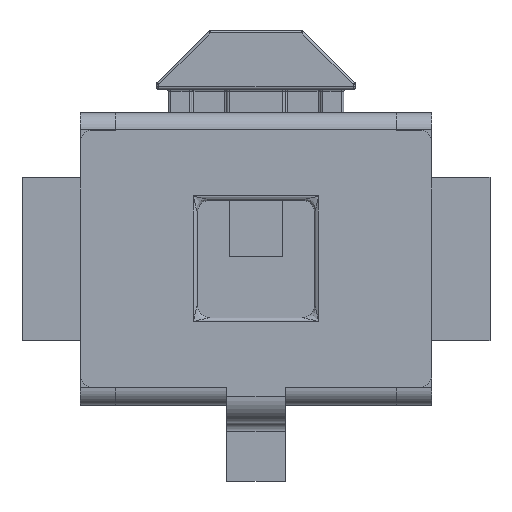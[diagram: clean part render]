
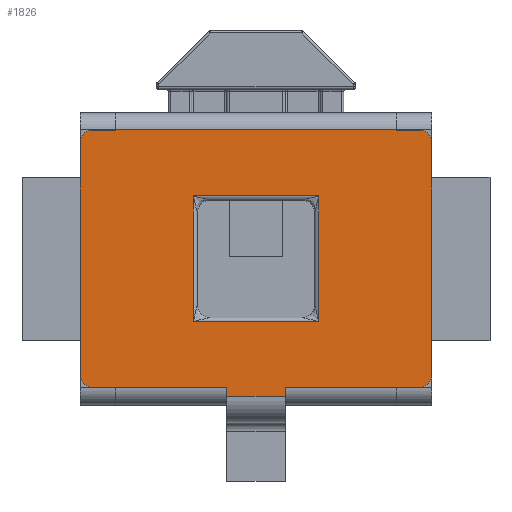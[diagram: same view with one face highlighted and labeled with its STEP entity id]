
A CAD part, top view. The second image highlights one B-rep face of the part: STEP entity #1826.
In plain terms, the highlighted planar face has unit normal (0, 0, 1).
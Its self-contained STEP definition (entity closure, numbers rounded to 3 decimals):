
#648 = VERTEX_POINT('',#649);
#649 = CARTESIAN_POINT('',(1.5,-0.18,1.2));
#655 = EDGE_CURVE('',#648,#656,#658,.T.);
#656 = VERTEX_POINT('',#657);
#657 = CARTESIAN_POINT('',(1.5,1.82,1.2));
#658 = LINE('',#659,#660);
#659 = CARTESIAN_POINT('',(1.5,-0.28,1.2));
#660 = VECTOR('',#661,1.);
#661 = DIRECTION('',(0.,1.,0.));
#1729 = EDGE_CURVE('',#1730,#1732,#1734,.T.);
#1730 = VERTEX_POINT('',#1731);
#1731 = CARTESIAN_POINT('',(1.2,-0.28,1.2));
#1732 = VERTEX_POINT('',#1733);
#1733 = CARTESIAN_POINT('',(1.2,-0.282,1.2));
#1734 = LINE('',#1735,#1736);
#1735 = CARTESIAN_POINT('',(1.2,-0.28,1.2));
#1736 = VECTOR('',#1737,1.);
#1737 = DIRECTION('',(0.,-1.,0.));
#1765 = EDGE_CURVE('',#1730,#1766,#1768,.T.);
#1766 = VERTEX_POINT('',#1767);
#1767 = CARTESIAN_POINT('',(1.4,-0.28,1.2));
#1768 = LINE('',#1769,#1770);
#1769 = CARTESIAN_POINT('',(-1.5,-0.28,1.2));
#1770 = VECTOR('',#1771,1.);
#1771 = DIRECTION('',(1.,0.,0.));
#1789 = EDGE_CURVE('',#648,#1766,#1790,.T.);
#1790 = CIRCLE('',#1791,0.1);
#1791 = AXIS2_PLACEMENT_3D('',#1792,#1793,#1794);
#1792 = CARTESIAN_POINT('',(1.4,-0.18,1.2));
#1793 = DIRECTION('',(0.,0.,-1.));
#1794 = DIRECTION('',(1.,0.,0.));
#1807 = VERTEX_POINT('',#1808);
#1808 = CARTESIAN_POINT('',(1.4,1.92,1.2));
#1814 = EDGE_CURVE('',#656,#1807,#1815,.T.);
#1815 = CIRCLE('',#1816,0.1);
#1816 = AXIS2_PLACEMENT_3D('',#1817,#1818,#1819);
#1817 = CARTESIAN_POINT('',(1.4,1.82,1.2));
#1818 = DIRECTION('',(0.,0.,1.));
#1819 = DIRECTION('',(1.,0.,0.));
#1826 = ADVANCED_FACE('',(#1827,#1954),#1988,.T.);
#1827 = FACE_BOUND('',#1828,.T.);
#1828 = EDGE_LOOP('',(#1829,#1830,#1831,#1832,#1840,#1848,#1856,#1864,
#1872,#1881,#1889,#1898,#1906,#1914,#1922,#1930,#1938,#1946,#1952,
#1953));
#1829 = ORIENTED_EDGE('',*,*,#1789,.F.);
#1830 = ORIENTED_EDGE('',*,*,#655,.T.);
#1831 = ORIENTED_EDGE('',*,*,#1814,.T.);
#1832 = ORIENTED_EDGE('',*,*,#1833,.T.);
#1833 = EDGE_CURVE('',#1807,#1834,#1836,.T.);
#1834 = VERTEX_POINT('',#1835);
#1835 = CARTESIAN_POINT('',(1.2,1.92,1.2));
#1836 = LINE('',#1837,#1838);
#1837 = CARTESIAN_POINT('',(1.5,1.92,1.2));
#1838 = VECTOR('',#1839,1.);
#1839 = DIRECTION('',(-1.,0.,0.));
#1840 = ORIENTED_EDGE('',*,*,#1841,.T.);
#1841 = EDGE_CURVE('',#1834,#1842,#1844,.T.);
#1842 = VERTEX_POINT('',#1843);
#1843 = CARTESIAN_POINT('',(1.2,1.922,1.2));
#1844 = LINE('',#1845,#1846);
#1845 = CARTESIAN_POINT('',(1.2,1.92,1.2));
#1846 = VECTOR('',#1847,1.);
#1847 = DIRECTION('',(0.,1.,0.));
#1848 = ORIENTED_EDGE('',*,*,#1849,.F.);
#1849 = EDGE_CURVE('',#1850,#1842,#1852,.T.);
#1850 = VERTEX_POINT('',#1851);
#1851 = CARTESIAN_POINT('',(-1.2,1.922,1.2));
#1852 = LINE('',#1853,#1854);
#1853 = CARTESIAN_POINT('',(-1.2,1.922,1.2));
#1854 = VECTOR('',#1855,1.);
#1855 = DIRECTION('',(1.,0.,0.));
#1856 = ORIENTED_EDGE('',*,*,#1857,.F.);
#1857 = EDGE_CURVE('',#1858,#1850,#1860,.T.);
#1858 = VERTEX_POINT('',#1859);
#1859 = CARTESIAN_POINT('',(-1.2,1.92,1.2));
#1860 = LINE('',#1861,#1862);
#1861 = CARTESIAN_POINT('',(-1.2,1.92,1.2));
#1862 = VECTOR('',#1863,1.);
#1863 = DIRECTION('',(0.,1.,0.));
#1864 = ORIENTED_EDGE('',*,*,#1865,.T.);
#1865 = EDGE_CURVE('',#1858,#1866,#1868,.T.);
#1866 = VERTEX_POINT('',#1867);
#1867 = CARTESIAN_POINT('',(-1.4,1.92,1.2));
#1868 = LINE('',#1869,#1870);
#1869 = CARTESIAN_POINT('',(1.5,1.92,1.2));
#1870 = VECTOR('',#1871,1.);
#1871 = DIRECTION('',(-1.,0.,0.));
#1872 = ORIENTED_EDGE('',*,*,#1873,.T.);
#1873 = EDGE_CURVE('',#1866,#1874,#1876,.T.);
#1874 = VERTEX_POINT('',#1875);
#1875 = CARTESIAN_POINT('',(-1.5,1.82,1.2));
#1876 = CIRCLE('',#1877,0.1);
#1877 = AXIS2_PLACEMENT_3D('',#1878,#1879,#1880);
#1878 = CARTESIAN_POINT('',(-1.4,1.82,1.2));
#1879 = DIRECTION('',(0.,0.,1.));
#1880 = DIRECTION('',(1.,0.,0.));
#1881 = ORIENTED_EDGE('',*,*,#1882,.T.);
#1882 = EDGE_CURVE('',#1874,#1883,#1885,.T.);
#1883 = VERTEX_POINT('',#1884);
#1884 = CARTESIAN_POINT('',(-1.5,-0.18,1.2));
#1885 = LINE('',#1886,#1887);
#1886 = CARTESIAN_POINT('',(-1.5,1.92,1.2));
#1887 = VECTOR('',#1888,1.);
#1888 = DIRECTION('',(0.,-1.,0.));
#1889 = ORIENTED_EDGE('',*,*,#1890,.F.);
#1890 = EDGE_CURVE('',#1891,#1883,#1893,.T.);
#1891 = VERTEX_POINT('',#1892);
#1892 = CARTESIAN_POINT('',(-1.4,-0.28,1.2));
#1893 = CIRCLE('',#1894,0.1);
#1894 = AXIS2_PLACEMENT_3D('',#1895,#1896,#1897);
#1895 = CARTESIAN_POINT('',(-1.4,-0.18,1.2));
#1896 = DIRECTION('',(0.,0.,-1.));
#1897 = DIRECTION('',(1.,0.,0.));
#1898 = ORIENTED_EDGE('',*,*,#1899,.T.);
#1899 = EDGE_CURVE('',#1891,#1900,#1902,.T.);
#1900 = VERTEX_POINT('',#1901);
#1901 = CARTESIAN_POINT('',(-1.2,-0.28,1.2));
#1902 = LINE('',#1903,#1904);
#1903 = CARTESIAN_POINT('',(-1.5,-0.28,1.2));
#1904 = VECTOR('',#1905,1.);
#1905 = DIRECTION('',(1.,0.,0.));
#1906 = ORIENTED_EDGE('',*,*,#1907,.T.);
#1907 = EDGE_CURVE('',#1900,#1908,#1910,.T.);
#1908 = VERTEX_POINT('',#1909);
#1909 = CARTESIAN_POINT('',(-1.2,-0.282,1.2));
#1910 = LINE('',#1911,#1912);
#1911 = CARTESIAN_POINT('',(-1.2,-0.28,1.2));
#1912 = VECTOR('',#1913,1.);
#1913 = DIRECTION('',(0.,-1.,0.));
#1914 = ORIENTED_EDGE('',*,*,#1915,.T.);
#1915 = EDGE_CURVE('',#1908,#1916,#1918,.T.);
#1916 = VERTEX_POINT('',#1917);
#1917 = CARTESIAN_POINT('',(-0.25,-0.282,1.2));
#1918 = LINE('',#1919,#1920);
#1919 = CARTESIAN_POINT('',(-1.2,-0.282,1.2));
#1920 = VECTOR('',#1921,1.);
#1921 = DIRECTION('',(1.,0.,0.));
#1922 = ORIENTED_EDGE('',*,*,#1923,.F.);
#1923 = EDGE_CURVE('',#1924,#1916,#1926,.T.);
#1924 = VERTEX_POINT('',#1925);
#1925 = CARTESIAN_POINT('',(-0.25,-0.355,1.2));
#1926 = LINE('',#1927,#1928);
#1927 = CARTESIAN_POINT('',(-0.25,-0.355,1.2));
#1928 = VECTOR('',#1929,1.);
#1929 = DIRECTION('',(0.,1.,0.));
#1930 = ORIENTED_EDGE('',*,*,#1931,.F.);
#1931 = EDGE_CURVE('',#1932,#1924,#1934,.T.);
#1932 = VERTEX_POINT('',#1933);
#1933 = CARTESIAN_POINT('',(0.25,-0.355,1.2));
#1934 = LINE('',#1935,#1936);
#1935 = CARTESIAN_POINT('',(0.25,-0.355,1.2));
#1936 = VECTOR('',#1937,1.);
#1937 = DIRECTION('',(-1.,0.,0.));
#1938 = ORIENTED_EDGE('',*,*,#1939,.T.);
#1939 = EDGE_CURVE('',#1932,#1940,#1942,.T.);
#1940 = VERTEX_POINT('',#1941);
#1941 = CARTESIAN_POINT('',(0.25,-0.282,1.2));
#1942 = LINE('',#1943,#1944);
#1943 = CARTESIAN_POINT('',(0.25,-0.355,1.2));
#1944 = VECTOR('',#1945,1.);
#1945 = DIRECTION('',(0.,1.,0.));
#1946 = ORIENTED_EDGE('',*,*,#1947,.T.);
#1947 = EDGE_CURVE('',#1940,#1732,#1948,.T.);
#1948 = LINE('',#1949,#1950);
#1949 = CARTESIAN_POINT('',(-1.2,-0.282,1.2));
#1950 = VECTOR('',#1951,1.);
#1951 = DIRECTION('',(1.,0.,0.));
#1952 = ORIENTED_EDGE('',*,*,#1729,.F.);
#1953 = ORIENTED_EDGE('',*,*,#1765,.T.);
#1954 = FACE_BOUND('',#1955,.T.);
#1955 = EDGE_LOOP('',(#1956,#1966,#1974,#1982));
#1956 = ORIENTED_EDGE('',*,*,#1957,.F.);
#1957 = EDGE_CURVE('',#1958,#1960,#1962,.T.);
#1958 = VERTEX_POINT('',#1959);
#1959 = CARTESIAN_POINT('',(0.538,0.283,1.2));
#1960 = VERTEX_POINT('',#1961);
#1961 = CARTESIAN_POINT('',(0.538,1.358,1.2));
#1962 = LINE('',#1963,#1964);
#1963 = CARTESIAN_POINT('',(0.538,0.32,1.2));
#1964 = VECTOR('',#1965,1.);
#1965 = DIRECTION('',(0.,1.,0.));
#1966 = ORIENTED_EDGE('',*,*,#1967,.F.);
#1967 = EDGE_CURVE('',#1968,#1958,#1970,.T.);
#1968 = VERTEX_POINT('',#1969);
#1969 = CARTESIAN_POINT('',(-0.538,0.283,1.2));
#1970 = LINE('',#1971,#1972);
#1971 = CARTESIAN_POINT('',(-0.5,0.283,1.2));
#1972 = VECTOR('',#1973,1.);
#1973 = DIRECTION('',(1.,0.,0.));
#1974 = ORIENTED_EDGE('',*,*,#1975,.F.);
#1975 = EDGE_CURVE('',#1976,#1968,#1978,.T.);
#1976 = VERTEX_POINT('',#1977);
#1977 = CARTESIAN_POINT('',(-0.538,1.358,1.2));
#1978 = LINE('',#1979,#1980);
#1979 = CARTESIAN_POINT('',(-0.538,1.32,1.2));
#1980 = VECTOR('',#1981,1.);
#1981 = DIRECTION('',(0.,-1.,0.));
#1982 = ORIENTED_EDGE('',*,*,#1983,.F.);
#1983 = EDGE_CURVE('',#1960,#1976,#1984,.T.);
#1984 = LINE('',#1985,#1986);
#1985 = CARTESIAN_POINT('',(0.5,1.358,1.2));
#1986 = VECTOR('',#1987,1.);
#1987 = DIRECTION('',(-1.,0.,0.));
#1988 = PLANE('',#1989);
#1989 = AXIS2_PLACEMENT_3D('',#1990,#1991,#1992);
#1990 = CARTESIAN_POINT('',(0.,0.8,1.2));
#1991 = DIRECTION('',(0.,0.,1.));
#1992 = DIRECTION('',(0.,1.,0.));
